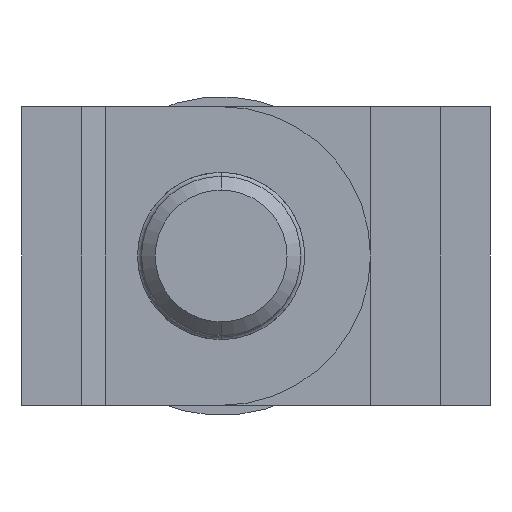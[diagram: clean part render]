
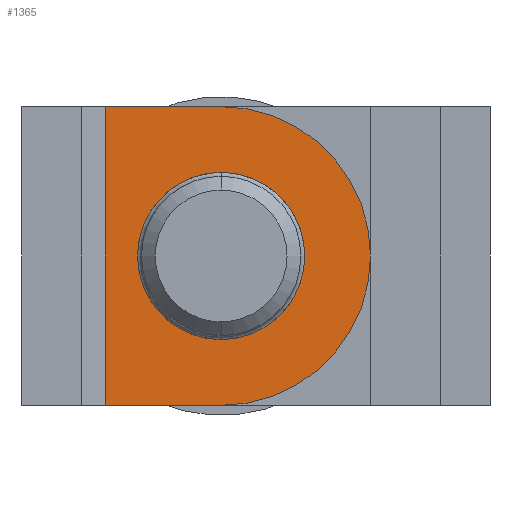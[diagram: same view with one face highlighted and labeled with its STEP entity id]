
A CAD part, front view. The second image highlights one B-rep face of the part: STEP entity #1365.
In plain terms, the highlighted planar face has unit normal (0, -1, 0).
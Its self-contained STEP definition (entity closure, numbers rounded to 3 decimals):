
#60 = VECTOR ( 'NONE', #2473, 1000. ) ;
#155 = DIRECTION ( 'NONE',  ( 1., 0., 0. ) ) ;
#171 = AXIS2_PLACEMENT_3D ( 'NONE', #749, #2108, #942 ) ;
#192 = EDGE_CURVE ( 'NONE', #2519, #2093, #1585, .T. ) ;
#225 = CARTESIAN_POINT ( 'NONE',  ( 10., 1., 7.5 ) ) ;
#250 = ORIENTED_EDGE ( 'NONE', *, *, #505, .F. ) ;
#257 = ORIENTED_EDGE ( 'NONE', *, *, #1669, .T. ) ;
#259 = DIRECTION ( 'NONE',  ( 1., 0., 0. ) ) ;
#294 = CIRCLE ( 'NONE', #1945, 4.2 ) ;
#324 = EDGE_CURVE ( 'NONE', #935, #423, #1612, .T. ) ;
#385 = VERTEX_POINT ( 'NONE', #225 ) ;
#423 = VERTEX_POINT ( 'NONE', #1780 ) ;
#457 = EDGE_CURVE ( 'NONE', #2310, #385, #1735, .T. ) ;
#495 = VECTOR ( 'NONE', #1855, 1000. ) ;
#505 = EDGE_CURVE ( 'NONE', #1237, #385, #713, .T. ) ;
#506 = CARTESIAN_POINT ( 'NONE',  ( 4.192, 1., 7.5 ) ) ;
#551 = CARTESIAN_POINT ( 'NONE',  ( 17.5, 1., -7.5 ) ) ;
#598 = EDGE_CURVE ( 'NONE', #1237, #935, #1009, .T. ) ;
#649 = VECTOR ( 'NONE', #259, 1000. ) ;
#713 = LINE ( 'NONE', #1420, #649 ) ;
#748 = CARTESIAN_POINT ( 'NONE',  ( 10., 1., 0. ) ) ;
#749 = CARTESIAN_POINT ( 'NONE',  ( 17.5, 1., 7.5 ) ) ;
#899 = DIRECTION ( 'NONE',  ( 0., 1., 0. ) ) ;
#935 = VERTEX_POINT ( 'NONE', #1588 ) ;
#940 = FACE_OUTER_BOUND ( 'NONE', #2340, .T. ) ;
#942 = DIRECTION ( 'NONE',  ( -1., 0., 0. ) ) ;
#1009 = LINE ( 'NONE', #506, #495 ) ;
#1016 = DIRECTION ( 'NONE',  ( 0., 1., 0. ) ) ;
#1038 = CARTESIAN_POINT ( 'NONE',  ( 10., 1., 0. ) ) ;
#1080 = ORIENTED_EDGE ( 'NONE', *, *, #192, .T. ) ;
#1093 = AXIS2_PLACEMENT_3D ( 'NONE', #1038, #2405, #1235 ) ;
#1160 = CIRCLE ( 'NONE', #1957, 7.5 ) ;
#1235 = DIRECTION ( 'NONE',  ( 1., 0., 0. ) ) ;
#1237 = VERTEX_POINT ( 'NONE', #1893 ) ;
#1287 = EDGE_CURVE ( 'NONE', #423, #2310, #1160, .T. ) ;
#1322 = AXIS2_PLACEMENT_3D ( 'NONE', #2058, #899, #2260 ) ;
#1365 = ADVANCED_FACE ( 'NONE', ( #1965, #940 ), #2296, .F. ) ;
#1406 = ORIENTED_EDGE ( 'NONE', *, *, #324, .T. ) ;
#1420 = CARTESIAN_POINT ( 'NONE',  ( 17.5, 1., 7.5 ) ) ;
#1456 = CARTESIAN_POINT ( 'NONE',  ( 17.5, 1., 0. ) ) ;
#1585 = CIRCLE ( 'NONE', #1322, 4.2 ) ;
#1588 = CARTESIAN_POINT ( 'NONE',  ( 4.192, 1., -7.5 ) ) ;
#1612 = LINE ( 'NONE', #551, #60 ) ;
#1669 = EDGE_CURVE ( 'NONE', #2093, #2519, #294, .T. ) ;
#1704 = ORIENTED_EDGE ( 'NONE', *, *, #598, .T. ) ;
#1735 = CIRCLE ( 'NONE', #1093, 7.5 ) ;
#1780 = CARTESIAN_POINT ( 'NONE',  ( 10., 1., -7.5 ) ) ;
#1855 = DIRECTION ( 'NONE',  ( 0., 0., -1. ) ) ;
#1893 = CARTESIAN_POINT ( 'NONE',  ( 4.192, 1., 7.5 ) ) ;
#1917 = EDGE_LOOP ( 'NONE', ( #1080, #257 ) ) ;
#1927 = ORIENTED_EDGE ( 'NONE', *, *, #457, .T. ) ;
#1937 = CARTESIAN_POINT ( 'NONE',  ( 10., 1., 4.2 ) ) ;
#1945 = AXIS2_PLACEMENT_3D ( 'NONE', #2186, #1016, #2385 ) ;
#1957 = AXIS2_PLACEMENT_3D ( 'NONE', #748, #2107, #155 ) ;
#1965 = FACE_BOUND ( 'NONE', #1917, .T. ) ;
#1991 = ORIENTED_EDGE ( 'NONE', *, *, #1287, .T. ) ;
#2058 = CARTESIAN_POINT ( 'NONE',  ( 10., 1., 0. ) ) ;
#2093 = VERTEX_POINT ( 'NONE', #2265 ) ;
#2107 = DIRECTION ( 'NONE',  ( 0., -1., 0. ) ) ;
#2108 = DIRECTION ( 'NONE',  ( 0., 1., 0. ) ) ;
#2186 = CARTESIAN_POINT ( 'NONE',  ( 10., 1., 0. ) ) ;
#2260 = DIRECTION ( 'NONE',  ( -1., 0., 0. ) ) ;
#2265 = CARTESIAN_POINT ( 'NONE',  ( 10., 1., -4.2 ) ) ;
#2296 = PLANE ( 'NONE',  #171 ) ;
#2310 = VERTEX_POINT ( 'NONE', #1456 ) ;
#2340 = EDGE_LOOP ( 'NONE', ( #1406, #1991, #1927, #250, #1704 ) ) ;
#2385 = DIRECTION ( 'NONE',  ( -1., 0., 0. ) ) ;
#2405 = DIRECTION ( 'NONE',  ( 0., -1., 0. ) ) ;
#2473 = DIRECTION ( 'NONE',  ( 1., 0., 0. ) ) ;
#2519 = VERTEX_POINT ( 'NONE', #1937 ) ;
